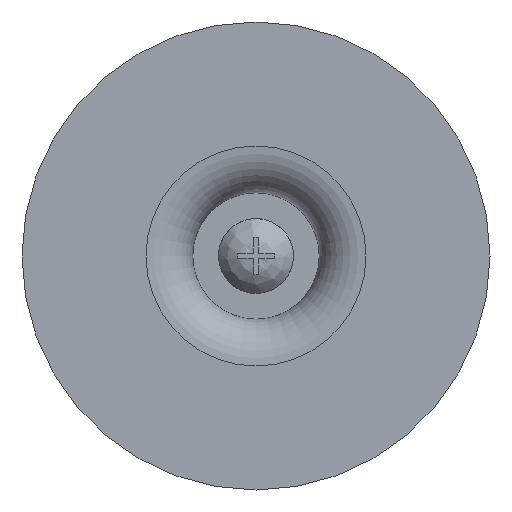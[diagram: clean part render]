
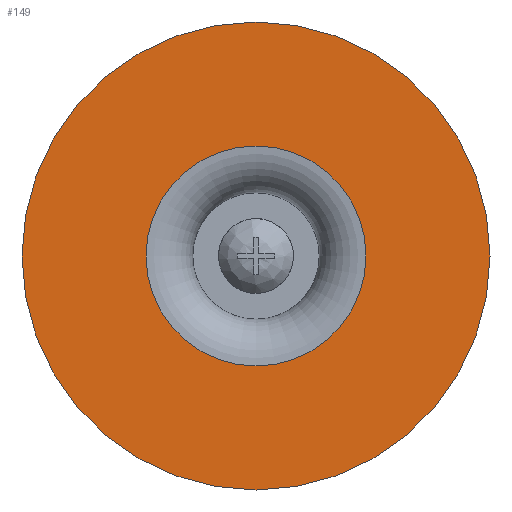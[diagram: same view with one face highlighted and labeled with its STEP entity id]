
A CAD part, front view. The second image highlights one B-rep face of the part: STEP entity #149.
In plain terms, the highlighted planar face has unit normal (0, -1, 0).
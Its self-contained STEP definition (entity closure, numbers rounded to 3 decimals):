
#149 = ADVANCED_FACE( '', ( #308, #309 ), #310, .F. );
#308 = FACE_BOUND( '', #497, .T. );
#309 = FACE_OUTER_BOUND( '', #498, .T. );
#310 = PLANE( '', #499 );
#497 = EDGE_LOOP( '', ( #835 ) );
#498 = EDGE_LOOP( '', ( #836 ) );
#499 = AXIS2_PLACEMENT_3D( '', #837, #838, #839 );
#835 = ORIENTED_EDGE( '', *, *, #902, .F. );
#836 = ORIENTED_EDGE( '', *, *, #965, .T. );
#837 = CARTESIAN_POINT( '', ( 25., 0., 0. ) );
#838 = DIRECTION( '', ( 0., 1., 0. ) );
#839 = DIRECTION( '', ( 0., 0., 1. ) );
#902 = EDGE_CURVE( '', #1061, #1061, #1062, .T. );
#965 = EDGE_CURVE( '', #1153, #1153, #1154, .T. );
#1061 = VERTEX_POINT( '', #1360 );
#1062 = CIRCLE( '', #1361, 11.75 );
#1153 = VERTEX_POINT( '', #1519 );
#1154 = CIRCLE( '', #1520, 25. );
#1360 = CARTESIAN_POINT( '', ( 0., 0., -11.75 ) );
#1361 = AXIS2_PLACEMENT_3D( '', #1606, #1607, #1608 );
#1519 = CARTESIAN_POINT( '', ( 0., 0., -25. ) );
#1520 = AXIS2_PLACEMENT_3D( '', #1668, #1669, #1670 );
#1606 = CARTESIAN_POINT( '', ( 0., 0., 0. ) );
#1607 = DIRECTION( '', ( 0., -1., 0. ) );
#1608 = DIRECTION( '', ( 0., 0., -1. ) );
#1668 = CARTESIAN_POINT( '', ( 0., 0., 0. ) );
#1669 = DIRECTION( '', ( 0., -1., 0. ) );
#1670 = DIRECTION( '', ( 0., 0., -1. ) );
